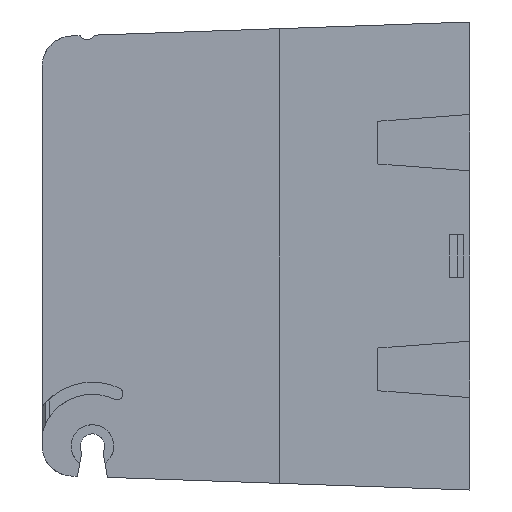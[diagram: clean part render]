
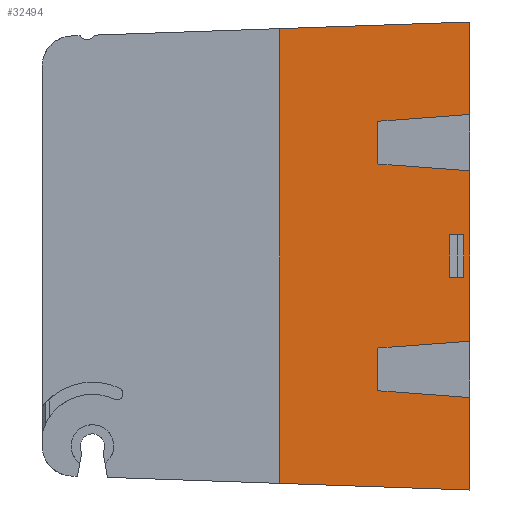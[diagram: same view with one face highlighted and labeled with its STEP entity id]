
A CAD part, left-side view. The second image highlights one B-rep face of the part: STEP entity #32494.
In plain terms, the highlighted planar face has unit normal (-1, 0, 0).
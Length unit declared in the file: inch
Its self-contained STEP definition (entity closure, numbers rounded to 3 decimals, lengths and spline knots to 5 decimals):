
#41 = VERTEX_POINT ( 'NONE', #15320 ) ;
#107 = CARTESIAN_POINT ( 'NONE',  ( -0.465, 0.62245, -0.88387 ) ) ;
#138 = EDGE_CURVE ( 'NONE', #20456, #34610, #26556, .T. ) ;
#316 = DIRECTION ( 'NONE',  ( 0., 0., 1. ) ) ;
#375 = LINE ( 'NONE', #7211, #15101 ) ;
#469 = CARTESIAN_POINT ( 'NONE',  ( -0.465, 0., -0.56 ) ) ;
#1044 = LINE ( 'NONE', #2312, #23135 ) ;
#1589 = CARTESIAN_POINT ( 'NONE',  ( -0.465, 0.133, -0.14 ) ) ;
#1898 = CARTESIAN_POINT ( 'NONE',  ( -0.465, 0., 0.93 ) ) ;
#1902 = LINE ( 'NONE', #17645, #16620 ) ;
#2113 = ORIENTED_EDGE ( 'NONE', *, *, #18993, .F. ) ;
#2206 = VERTEX_POINT ( 'NONE', #7343 ) ;
#2312 = CARTESIAN_POINT ( 'NONE',  ( -0.465, 1.1485, 1.49745 ) ) ;
#2476 = LINE ( 'NONE', #3570, #9830 ) ;
#2499 = VECTOR ( 'NONE', #22320, 39.37008 ) ;
#2533 = EDGE_CURVE ( 'NONE', #10927, #2206, #22397, .T. ) ;
#3570 = CARTESIAN_POINT ( 'NONE',  ( -0.465, 0.133, 0.14 ) ) ;
#3956 = VECTOR ( 'NONE', #18172, 39.37008 ) ;
#4121 = ORIENTED_EDGE ( 'NONE', *, *, #28403, .F. ) ;
#4456 = CARTESIAN_POINT ( 'NONE',  ( -0.465, 1.25, -1.49391 ) ) ;
#4622 = VECTOR ( 'NONE', #16688, 39.37008 ) ;
#5058 = CARTESIAN_POINT ( 'NONE',  ( -0.465, 0.04, -0.14 ) ) ;
#5249 = EDGE_LOOP ( 'NONE', ( #12126, #17191, #20095, #30224 ) ) ;
#5322 = ORIENTED_EDGE ( 'NONE', *, *, #29293, .F. ) ;
#5371 = VECTOR ( 'NONE', #28352, 39.37008 ) ;
#5466 = ORIENTED_EDGE ( 'NONE', *, *, #34205, .F. ) ;
#5965 = LINE ( 'NONE', #11659, #33592 ) ;
#6170 = ORIENTED_EDGE ( 'NONE', *, *, #28922, .F. ) ;
#6497 = LINE ( 'NONE', #33026, #34112 ) ;
#7211 = CARTESIAN_POINT ( 'NONE',  ( -0.465, 0.604, -0.56 ) ) ;
#7343 = CARTESIAN_POINT ( 'NONE',  ( -0.465, 0.04, -0.14 ) ) ;
#8408 = LINE ( 'NONE', #15197, #29599 ) ;
#8593 = VERTEX_POINT ( 'NONE', #18100 ) ;
#8698 = ORIENTED_EDGE ( 'NONE', *, *, #17789, .T. ) ;
#8999 = EDGE_CURVE ( 'NONE', #13124, #41, #1044, .T. ) ;
#9626 = DIRECTION ( 'NONE',  ( 0., -0.997, 0.074 ) ) ;
#9784 = ORIENTED_EDGE ( 'NONE', *, *, #138, .F. ) ;
#9830 = VECTOR ( 'NONE', #20144, 39.37008 ) ;
#10199 = CARTESIAN_POINT ( 'NONE',  ( -0.465, 0., 1.4375 ) ) ;
#10614 = DIRECTION ( 'NONE',  ( 0., 0., 1. ) ) ;
#10927 = VERTEX_POINT ( 'NONE', #30326 ) ;
#11374 = VERTEX_POINT ( 'NONE', #23792 ) ;
#11461 = DIRECTION ( 'NONE',  ( 0., 0.999, 0.035 ) ) ;
#11544 = VERTEX_POINT ( 'NONE', #31110 ) ;
#11659 = CARTESIAN_POINT ( 'NONE',  ( -0.465, 1.25, -0.5 ) ) ;
#12126 = ORIENTED_EDGE ( 'NONE', *, *, #33726, .F. ) ;
#12604 = CARTESIAN_POINT ( 'NONE',  ( -0.465, 0.133, -0.14 ) ) ;
#13124 = VERTEX_POINT ( 'NONE', #35213 ) ;
#13743 = DIRECTION ( 'NONE',  ( 0., -0.997, -0.074 ) ) ;
#13998 = PLANE ( 'NONE',  #27439 ) ;
#14318 = VERTEX_POINT ( 'NONE', #4456 ) ;
#14420 = DIRECTION ( 'NONE',  ( 0., 0., 1. ) ) ;
#14443 = LINE ( 'NONE', #10199, #21837 ) ;
#15008 = EDGE_CURVE ( 'NONE', #28406, #11544, #24564, .T. ) ;
#15101 = VECTOR ( 'NONE', #26539, 39.37008 ) ;
#15197 = CARTESIAN_POINT ( 'NONE',  ( -0.465, 0., 1.4375 ) ) ;
#15320 = CARTESIAN_POINT ( 'NONE',  ( -0.465, 1.25, 1.49391 ) ) ;
#16130 = ORIENTED_EDGE ( 'NONE', *, *, #18078, .T. ) ;
#16427 = FACE_OUTER_BOUND ( 'NONE', #32560, .T. ) ;
#16572 = EDGE_CURVE ( 'NONE', #10927, #23585, #32474, .T. ) ;
#16620 = VECTOR ( 'NONE', #9626, 39.37008 ) ;
#16687 = VERTEX_POINT ( 'NONE', #24229 ) ;
#16688 = DIRECTION ( 'NONE',  ( 0., -0.997, -0.074 ) ) ;
#16741 = CARTESIAN_POINT ( 'NONE',  ( -0.465, 0., -0.56 ) ) ;
#16896 = DIRECTION ( 'NONE',  ( -1., 0., 0. ) ) ;
#16902 = CARTESIAN_POINT ( 'NONE',  ( -0.465, 1.1485, -1.49745 ) ) ;
#17177 = VERTEX_POINT ( 'NONE', #1898 ) ;
#17191 = ORIENTED_EDGE ( 'NONE', *, *, #2533, .F. ) ;
#17306 = FACE_BOUND ( 'NONE', #5249, .T. ) ;
#17645 = CARTESIAN_POINT ( 'NONE',  ( -0.465, 0., 0.93 ) ) ;
#17661 = VERTEX_POINT ( 'NONE', #28719 ) ;
#17789 = EDGE_CURVE ( 'NONE', #34119, #17661, #375, .T. ) ;
#18078 = EDGE_CURVE ( 'NONE', #17661, #34610, #31028, .T. ) ;
#18100 = CARTESIAN_POINT ( 'NONE',  ( -0.465, 0., -1.53756 ) ) ;
#18172 = DIRECTION ( 'NONE',  ( 0., 0., 1. ) ) ;
#18499 = VECTOR ( 'NONE', #29144, 39.37008 ) ;
#18775 = VECTOR ( 'NONE', #11461, 39.37008 ) ;
#18972 = EDGE_CURVE ( 'NONE', #11544, #17177, #1902, .T. ) ;
#18993 = EDGE_CURVE ( 'NONE', #11374, #8593, #8408, .T. ) ;
#19805 = CARTESIAN_POINT ( 'NONE',  ( -0.465, 0.604, 0.60477 ) ) ;
#20095 = ORIENTED_EDGE ( 'NONE', *, *, #16572, .T. ) ;
#20144 = DIRECTION ( 'NONE',  ( 0., -1., 0. ) ) ;
#20149 = LINE ( 'NONE', #5058, #33922 ) ;
#20456 = VERTEX_POINT ( 'NONE', #35000 ) ;
#20500 = LINE ( 'NONE', #16902, #18775 ) ;
#21267 = EDGE_CURVE ( 'NONE', #23585, #16687, #2476, .T. ) ;
#21837 = VECTOR ( 'NONE', #26745, 39.37008 ) ;
#22320 = DIRECTION ( 'NONE',  ( 0., -0.997, 0.074 ) ) ;
#22397 = LINE ( 'NONE', #12604, #18499 ) ;
#22808 = VECTOR ( 'NONE', #29429, 39.37008 ) ;
#23135 = VECTOR ( 'NONE', #24462, 39.37008 ) ;
#23585 = VERTEX_POINT ( 'NONE', #35049 ) ;
#23792 = CARTESIAN_POINT ( 'NONE',  ( -0.465, 0., -0.93 ) ) ;
#24229 = CARTESIAN_POINT ( 'NONE',  ( -0.465, 0.04, 0.14 ) ) ;
#24462 = DIRECTION ( 'NONE',  ( 0., 0.999, -0.035 ) ) ;
#24564 = LINE ( 'NONE', #26637, #22808 ) ;
#26204 = ORIENTED_EDGE ( 'NONE', *, *, #8999, .T. ) ;
#26539 = DIRECTION ( 'NONE',  ( 0., 0., 1. ) ) ;
#26556 = LINE ( 'NONE', #27847, #5371 ) ;
#26637 = CARTESIAN_POINT ( 'NONE',  ( -0.465, 0.604, 0.56 ) ) ;
#26745 = DIRECTION ( 'NONE',  ( 0., 0., -1. ) ) ;
#27439 = AXIS2_PLACEMENT_3D ( 'NONE', #33392, #16896, #316 ) ;
#27847 = CARTESIAN_POINT ( 'NONE',  ( -0.465, 0., 1.4375 ) ) ;
#28352 = DIRECTION ( 'NONE',  ( 0., 0., -1. ) ) ;
#28403 = EDGE_CURVE ( 'NONE', #8593, #14318, #20500, .T. ) ;
#28406 = VERTEX_POINT ( 'NONE', #19805 ) ;
#28719 = CARTESIAN_POINT ( 'NONE',  ( -0.465, 0.604, -0.60477 ) ) ;
#28922 = EDGE_CURVE ( 'NONE', #14318, #41, #5965, .T. ) ;
#28963 = DIRECTION ( 'NONE',  ( 0., 0., -1. ) ) ;
#29110 = ORIENTED_EDGE ( 'NONE', *, *, #32082, .F. ) ;
#29144 = DIRECTION ( 'NONE',  ( 0., -1., 0. ) ) ;
#29293 = EDGE_CURVE ( 'NONE', #34119, #11374, #33114, .T. ) ;
#29429 = DIRECTION ( 'NONE',  ( 0., 0., 1. ) ) ;
#29599 = VECTOR ( 'NONE', #28963, 39.37008 ) ;
#30224 = ORIENTED_EDGE ( 'NONE', *, *, #21267, .T. ) ;
#30326 = CARTESIAN_POINT ( 'NONE',  ( -0.465, 0.133, -0.14 ) ) ;
#31028 = LINE ( 'NONE', #16741, #2499 ) ;
#31110 = CARTESIAN_POINT ( 'NONE',  ( -0.465, 0.604, 0.88523 ) ) ;
#32082 = EDGE_CURVE ( 'NONE', #28406, #20456, #6497, .T. ) ;
#32474 = LINE ( 'NONE', #1589, #3956 ) ;
#32494 = ADVANCED_FACE ( 'NONE', ( #16427, #17306 ), #13998, .T. ) ;
#32560 = EDGE_LOOP ( 'NONE', ( #16130, #9784, #29110, #33702, #32959, #5466, #26204, #6170, #4121, #2113, #5322, #8698 ) ) ;
#32959 = ORIENTED_EDGE ( 'NONE', *, *, #18972, .T. ) ;
#33026 = CARTESIAN_POINT ( 'NONE',  ( -0.465, 0.51262, 0.59799 ) ) ;
#33114 = LINE ( 'NONE', #107, #4622 ) ;
#33392 = CARTESIAN_POINT ( 'NONE',  ( -0.465, 0.594, -0.5 ) ) ;
#33592 = VECTOR ( 'NONE', #14420, 39.37008 ) ;
#33702 = ORIENTED_EDGE ( 'NONE', *, *, #15008, .T. ) ;
#33726 = EDGE_CURVE ( 'NONE', #2206, #16687, #20149, .T. ) ;
#33922 = VECTOR ( 'NONE', #10614, 39.37008 ) ;
#34074 = CARTESIAN_POINT ( 'NONE',  ( -0.465, 0.604, -0.88523 ) ) ;
#34112 = VECTOR ( 'NONE', #13743, 39.37008 ) ;
#34119 = VERTEX_POINT ( 'NONE', #34074 ) ;
#34205 = EDGE_CURVE ( 'NONE', #13124, #17177, #14443, .T. ) ;
#34610 = VERTEX_POINT ( 'NONE', #469 ) ;
#35000 = CARTESIAN_POINT ( 'NONE',  ( -0.465, 0., 0.56 ) ) ;
#35049 = CARTESIAN_POINT ( 'NONE',  ( -0.465, 0.133, 0.14 ) ) ;
#35213 = CARTESIAN_POINT ( 'NONE',  ( -0.465, 0., 1.53756 ) ) ;
